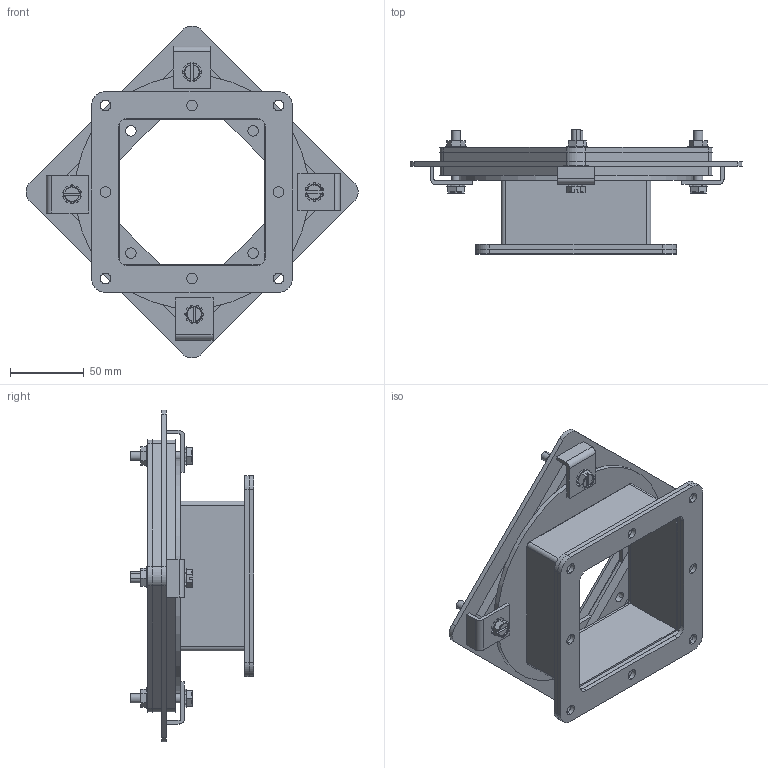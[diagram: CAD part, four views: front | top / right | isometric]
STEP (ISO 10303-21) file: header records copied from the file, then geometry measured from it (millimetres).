
FILE_DESCRIPTION (( 'STEP AP203' ), '1' );
FILE_NAME ('1487CV1.step', '2024-04-25T14:32:20', ( '' ), ( '' ), 'SwSTEP 2.0', 'SolidWorks 2023', '' );
FILE_SCHEMA (( 'CONFIG_CONTROL_DESIGN' ));
Length unit declared in the file: inch
Products named in the file (1): 1487CV1
Bounding box: 225.52 x 84.05 x 225.52 mm (x, y, z)
Volume: 318014.6 mm3; surface area: 219615 mm2
Topology: 24 solids, 24 shells, 594 faces, 1612 edges, 1074 vertices
Faces by surface type: plane 362, cylinder 222, bspline 8, cone 2
Entity records: 19459 total; most frequent: CARTESIAN_POINT 3809, ORIENTED_EDGE 3224, DIRECTION 3208, EDGE_CURVE 1612, LINE 1142, VECTOR 1142, VERTEX_POINT 1074, AXIS2_PLACEMENT_3D 1033
